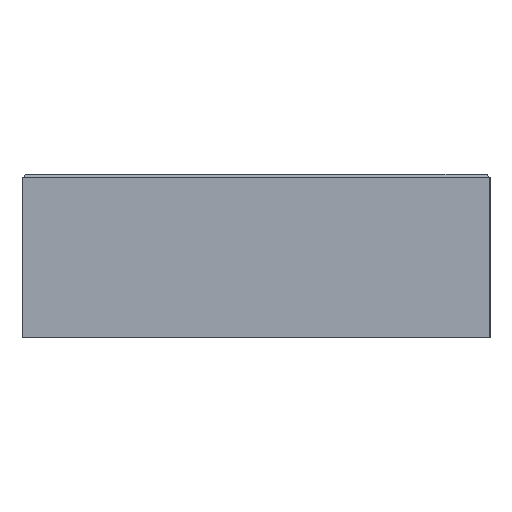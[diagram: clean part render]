
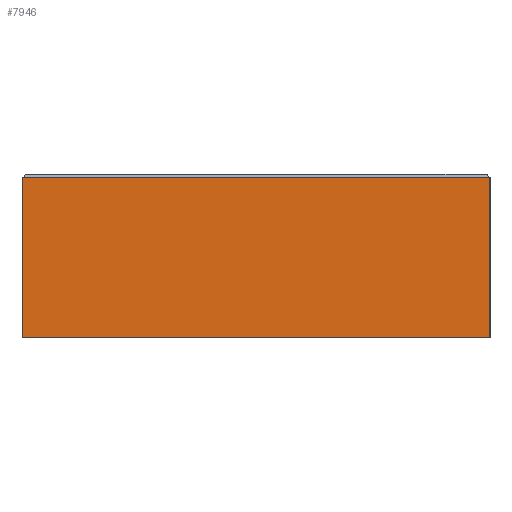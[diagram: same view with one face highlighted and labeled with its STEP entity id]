
A CAD part, left-side view. The second image highlights one B-rep face of the part: STEP entity #7946.
In plain terms, the highlighted planar face has unit normal (-1, 0, 0).
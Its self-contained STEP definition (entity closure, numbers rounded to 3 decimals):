
#605 = EDGE_LOOP ( 'NONE', ( #3848, #8261, #12765, #743 ) ) ;
#743 = ORIENTED_EDGE ( 'NONE', *, *, #10274, .T. ) ;
#942 = VERTEX_POINT ( 'NONE', #1846 ) ;
#1846 = CARTESIAN_POINT ( 'NONE',  ( -1.6, 0.8, 0. ) ) ;
#2083 = DIRECTION ( 'NONE',  ( 0., 0., -1. ) ) ;
#2910 = CARTESIAN_POINT ( 'NONE',  ( -1.6, -0.8, 0. ) ) ;
#3009 = VECTOR ( 'NONE', #10702, 1000. ) ;
#3848 = ORIENTED_EDGE ( 'NONE', *, *, #9962, .T. ) ;
#3959 = EDGE_CURVE ( 'NONE', #9177, #12139, #12208, .T. ) ;
#3988 = LINE ( 'NONE', #2910, #12037 ) ;
#4447 = CARTESIAN_POINT ( 'NONE',  ( -1.6, 0.8, 0.55 ) ) ;
#4600 = VECTOR ( 'NONE', #7726, 1000. ) ;
#5012 = PLANE ( 'NONE',  #7011 ) ;
#6736 = CARTESIAN_POINT ( 'NONE',  ( -1.6, 0.8, 0.55 ) ) ;
#7011 = AXIS2_PLACEMENT_3D ( 'NONE', #8268, #9145, #2083 ) ;
#7533 = LINE ( 'NONE', #11539, #4600 ) ;
#7726 = DIRECTION ( 'NONE',  ( 0., 0., -1. ) ) ;
#7946 = ADVANCED_FACE ( 'NONE', ( #10980 ), #5012, .F. ) ;
#8261 = ORIENTED_EDGE ( 'NONE', *, *, #12512, .F. ) ;
#8268 = CARTESIAN_POINT ( 'NONE',  ( -1.6, -0.8, 0.55 ) ) ;
#8470 = CARTESIAN_POINT ( 'NONE',  ( -1.6, -0.8, 0. ) ) ;
#9145 = DIRECTION ( 'NONE',  ( 1., 0., 0. ) ) ;
#9177 = VERTEX_POINT ( 'NONE', #4447 ) ;
#9446 = CARTESIAN_POINT ( 'NONE',  ( -1.6, -0.8, 0.55 ) ) ;
#9962 = EDGE_CURVE ( 'NONE', #942, #11182, #3988, .T. ) ;
#10274 = EDGE_CURVE ( 'NONE', #9177, #942, #11703, .T. ) ;
#10476 = DIRECTION ( 'NONE',  ( 0., -1., 0. ) ) ;
#10611 = VECTOR ( 'NONE', #10476, 1000. ) ;
#10702 = DIRECTION ( 'NONE',  ( 0., 0., -1. ) ) ;
#10773 = CARTESIAN_POINT ( 'NONE',  ( -1.6, -0.8, 0.55 ) ) ;
#10980 = FACE_OUTER_BOUND ( 'NONE', #605, .T. ) ;
#10998 = DIRECTION ( 'NONE',  ( 0., -1., 0. ) ) ;
#11182 = VERTEX_POINT ( 'NONE', #8470 ) ;
#11539 = CARTESIAN_POINT ( 'NONE',  ( -1.6, -0.8, 0.55 ) ) ;
#11703 = LINE ( 'NONE', #6736, #3009 ) ;
#12037 = VECTOR ( 'NONE', #10998, 1000. ) ;
#12139 = VERTEX_POINT ( 'NONE', #10773 ) ;
#12208 = LINE ( 'NONE', #9446, #10611 ) ;
#12512 = EDGE_CURVE ( 'NONE', #12139, #11182, #7533, .T. ) ;
#12765 = ORIENTED_EDGE ( 'NONE', *, *, #3959, .F. ) ;
